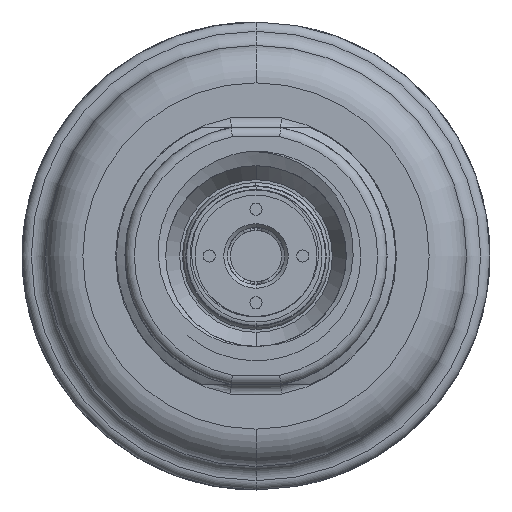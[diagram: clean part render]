
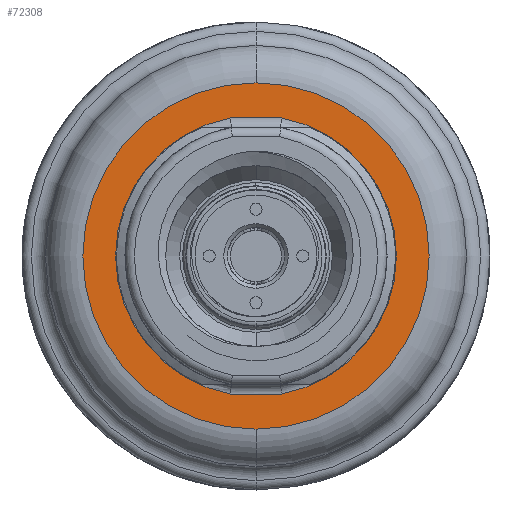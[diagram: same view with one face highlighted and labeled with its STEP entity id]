
A CAD part, front view. The second image highlights one B-rep face of the part: STEP entity #72308.
In plain terms, the highlighted planar face has unit normal (0, -1, 0).
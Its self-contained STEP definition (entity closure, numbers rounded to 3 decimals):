
#51407=CARTESIAN_POINT('',(0.,-4.,0.));
#51408=DIRECTION('',(0.,-1.,0.));
#51409=DIRECTION('',(-0.182,0.,0.983));
#51410=AXIS2_PLACEMENT_3D('',#51407,#51408,#51409);
#51412=DIRECTION('',(1.,0.,0.));
#51413=VECTOR('',#51412,5.454);
#51414=CARTESIAN_POINT('',(-2.727,-4.,-14.75));
#51415=LINE('',#51414,#51413);
#51416=CARTESIAN_POINT('',(0.,-4.,0.));
#51417=DIRECTION('',(0.,-1.,0.));
#51418=DIRECTION('',(0.182,0.,-0.983));
#51419=AXIS2_PLACEMENT_3D('',#51416,#51417,#51418);
#51421=DIRECTION('',(-1.,0.,0.));
#51422=VECTOR('',#51421,5.454);
#51423=CARTESIAN_POINT('',(2.727,-4.,14.75));
#51424=LINE('',#51423,#51422);
#51425=CARTESIAN_POINT('',(0.,-4.,0.));
#51426=DIRECTION('',(0.,-1.,0.));
#51427=DIRECTION('',(0.,0.,-1.));
#51428=AXIS2_PLACEMENT_3D('',#51425,#51426,#51427);
#51430=CARTESIAN_POINT('',(0.,-4.,0.));
#51431=DIRECTION('',(0.,-1.,0.));
#51432=DIRECTION('',(0.,0.,1.));
#51433=AXIS2_PLACEMENT_3D('',#51430,#51431,#51432);
#67713=CARTESIAN_POINT('',(-2.727,-4.,14.75));
#67714=CARTESIAN_POINT('',(-2.727,-4.,-14.75));
#67715=VERTEX_POINT('',#67713);
#67716=VERTEX_POINT('',#67714);
#67721=CARTESIAN_POINT('',(2.727,-4.,-14.75));
#67722=CARTESIAN_POINT('',(2.727,-4.,14.75));
#67723=VERTEX_POINT('',#67721);
#67724=VERTEX_POINT('',#67722);
#68058=CARTESIAN_POINT('',(0.,-4.,-18.5));
#68059=CARTESIAN_POINT('',(0.,-4.,18.5));
#68060=VERTEX_POINT('',#68058);
#68061=VERTEX_POINT('',#68059);
#72288=CARTESIAN_POINT('',(0.,-4.,0.));
#72289=DIRECTION('',(0.,-1.,0.));
#72290=DIRECTION('',(0.,0.,1.));
#72291=AXIS2_PLACEMENT_3D('',#72288,#72289,#72290);
#72292=PLANE('',#72291);
#72294=ORIENTED_EDGE('',*,*,#72293,.F.);
#72295=ORIENTED_EDGE('',*,*,#72278,.F.);
#72296=EDGE_LOOP('',(#72294,#72295));
#72297=FACE_OUTER_BOUND('',#72296,.F.);
#72299=ORIENTED_EDGE('',*,*,#72298,.T.);
#72301=ORIENTED_EDGE('',*,*,#72300,.T.);
#72303=ORIENTED_EDGE('',*,*,#72302,.T.);
#72305=ORIENTED_EDGE('',*,*,#72304,.T.);
#72306=EDGE_LOOP('',(#72299,#72301,#72303,#72305));
#72307=FACE_BOUND('',#72306,.F.);
#51411=CIRCLE('',#51410,15.);
#51420=CIRCLE('',#51419,15.);
#51429=CIRCLE('',#51428,18.5);
#51434=CIRCLE('',#51433,18.5);
#72278=EDGE_CURVE('',#68061,#68060,#51434,.T.);
#72293=EDGE_CURVE('',#68060,#68061,#51429,.T.);
#72298=EDGE_CURVE('',#67715,#67716,#51411,.T.);
#72300=EDGE_CURVE('',#67716,#67723,#51415,.T.);
#72302=EDGE_CURVE('',#67723,#67724,#51420,.T.);
#72304=EDGE_CURVE('',#67724,#67715,#51424,.T.);
#72308=ADVANCED_FACE('',(#72297,#72307),#72292,.T.);
